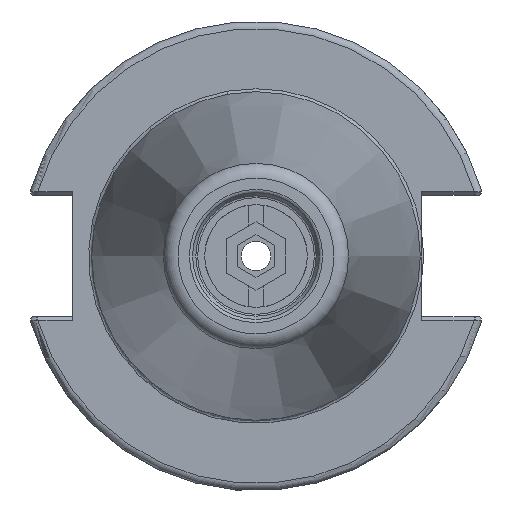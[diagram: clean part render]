
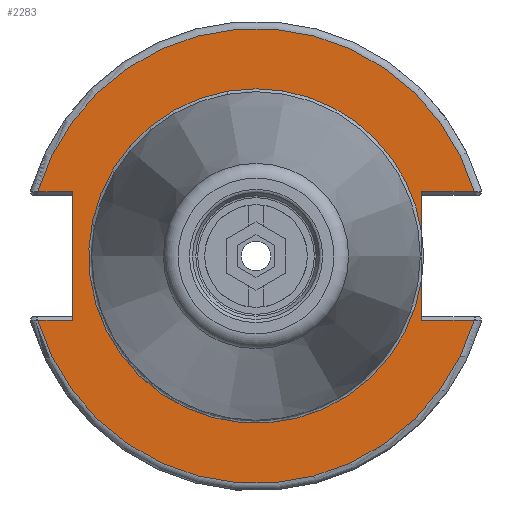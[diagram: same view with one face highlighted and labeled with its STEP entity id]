
A CAD part, left-side view. The second image highlights one B-rep face of the part: STEP entity #2283.
In plain terms, the highlighted planar face has unit normal (-1, 0, 0).
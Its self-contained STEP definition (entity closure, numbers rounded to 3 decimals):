
#149=PLANE('',#2471);
#225=FACE_OUTER_BOUND('',#361,.T.);
#361=EDGE_LOOP('',(#1646,#1647,#1648,#1649,#1650,#1651,#1652,#1653,#1654,
#1655,#1656));
#492=LINE('',#3431,#656);
#499=LINE('',#3553,#663);
#500=LINE('',#3557,#664);
#501=LINE('',#3559,#665);
#502=LINE('',#3561,#666);
#503=LINE('',#3565,#667);
#504=LINE('',#3567,#668);
#656=VECTOR('',#2790,10.);
#663=VECTOR('',#2801,10.);
#664=VECTOR('',#2804,10.);
#665=VECTOR('',#2805,10.);
#666=VECTOR('',#2806,10.);
#667=VECTOR('',#2809,10.);
#668=VECTOR('',#2810,10.);
#843=CIRCLE('',#2472,30.775);
#844=CIRCLE('',#2473,30.775);
#845=CIRCLE('',#2474,22.625);
#846=CIRCLE('',#2475,22.625);
#979=VERTEX_POINT('',#3428);
#980=VERTEX_POINT('',#3430);
#988=VERTEX_POINT('',#3552);
#989=VERTEX_POINT('',#3554);
#990=VERTEX_POINT('',#3556);
#991=VERTEX_POINT('',#3558);
#992=VERTEX_POINT('',#3560);
#993=VERTEX_POINT('',#3562);
#994=VERTEX_POINT('',#3564);
#995=VERTEX_POINT('',#3566);
#996=VERTEX_POINT('',#3568);
#1231=EDGE_CURVE('',#979,#980,#492,.T.);
#1243=EDGE_CURVE('',#988,#980,#499,.T.);
#1244=EDGE_CURVE('',#989,#979,#843,.T.);
#1245=EDGE_CURVE('',#990,#989,#500,.T.);
#1246=EDGE_CURVE('',#990,#991,#501,.T.);
#1247=EDGE_CURVE('',#992,#991,#502,.T.);
#1248=EDGE_CURVE('',#993,#992,#844,.T.);
#1249=EDGE_CURVE('',#994,#993,#503,.T.);
#1250=EDGE_CURVE('',#994,#995,#504,.T.);
#1251=EDGE_CURVE('',#995,#996,#845,.T.);
#1252=EDGE_CURVE('',#996,#988,#846,.T.);
#1646=ORIENTED_EDGE('',*,*,#1243,.T.);
#1647=ORIENTED_EDGE('',*,*,#1231,.F.);
#1648=ORIENTED_EDGE('',*,*,#1244,.F.);
#1649=ORIENTED_EDGE('',*,*,#1245,.F.);
#1650=ORIENTED_EDGE('',*,*,#1246,.T.);
#1651=ORIENTED_EDGE('',*,*,#1247,.F.);
#1652=ORIENTED_EDGE('',*,*,#1248,.F.);
#1653=ORIENTED_EDGE('',*,*,#1249,.F.);
#1654=ORIENTED_EDGE('',*,*,#1250,.T.);
#1655=ORIENTED_EDGE('',*,*,#1251,.T.);
#1656=ORIENTED_EDGE('',*,*,#1252,.T.);
#2283=ADVANCED_FACE('',(#225),#149,.T.);
#2471=AXIS2_PLACEMENT_3D('',#3551,#2799,#2800);
#2472=AXIS2_PLACEMENT_3D('',#3555,#2802,#2803);
#2473=AXIS2_PLACEMENT_3D('',#3563,#2807,#2808);
#2474=AXIS2_PLACEMENT_3D('',#3569,#2811,#2812);
#2475=AXIS2_PLACEMENT_3D('',#3570,#2813,#2814);
#2790=DIRECTION('',(0.,1.,0.));
#2799=DIRECTION('center_axis',(-1.,0.,0.));
#2800=DIRECTION('ref_axis',(0.,0.,1.));
#2801=DIRECTION('',(0.,0.,1.));
#2802=DIRECTION('center_axis',(1.,0.,0.));
#2803=DIRECTION('ref_axis',(0.,0.,-1.));
#2804=DIRECTION('',(0.,1.,0.));
#2805=DIRECTION('',(0.,0.,-1.));
#2806=DIRECTION('',(0.,-1.,0.));
#2807=DIRECTION('center_axis',(1.,0.,0.));
#2808=DIRECTION('ref_axis',(0.,0.,-1.));
#2809=DIRECTION('',(0.,-1.,0.));
#2810=DIRECTION('',(0.,0.,1.));
#2811=DIRECTION('center_axis',(1.,0.,0.));
#2812=DIRECTION('ref_axis',(0.,0.,-1.));
#2813=DIRECTION('center_axis',(1.,0.,0.));
#2814=DIRECTION('ref_axis',(0.,0.,-1.));
#3428=CARTESIAN_POINT('',(3.175,-29.523,8.69));
#3430=CARTESIAN_POINT('',(3.175,-22.41,8.69));
#3431=CARTESIAN_POINT('',(3.175,4.182,8.69));
#3551=CARTESIAN_POINT('Origin',(3.175,30.775,0.));
#3552=CARTESIAN_POINT('',(3.175,-22.41,3.112));
#3553=CARTESIAN_POINT('',(3.175,-22.41,-4.095));
#3554=CARTESIAN_POINT('',(3.175,29.523,8.69));
#3555=CARTESIAN_POINT('Origin',(3.175,0.,0.));
#3556=CARTESIAN_POINT('',(3.175,24.8,8.69));
#3557=CARTESIAN_POINT('',(3.175,38.399,8.69));
#3558=CARTESIAN_POINT('',(3.175,24.8,-8.69));
#3559=CARTESIAN_POINT('',(3.175,24.8,4.095));
#3560=CARTESIAN_POINT('',(3.175,29.523,-8.69));
#3561=CARTESIAN_POINT('',(3.175,27.788,-8.69));
#3562=CARTESIAN_POINT('',(3.175,-29.523,-8.69));
#3563=CARTESIAN_POINT('Origin',(3.175,0.,0.));
#3564=CARTESIAN_POINT('',(3.175,-22.41,-8.69));
#3565=CARTESIAN_POINT('',(3.175,-6.591,-8.69));
#3566=CARTESIAN_POINT('',(3.175,-22.41,-3.112));
#3567=CARTESIAN_POINT('',(3.175,-22.41,-4.095));
#3568=CARTESIAN_POINT('',(3.175,0.,22.625));
#3569=CARTESIAN_POINT('Origin',(3.175,0.,0.));
#3570=CARTESIAN_POINT('Origin',(3.175,0.,0.));
